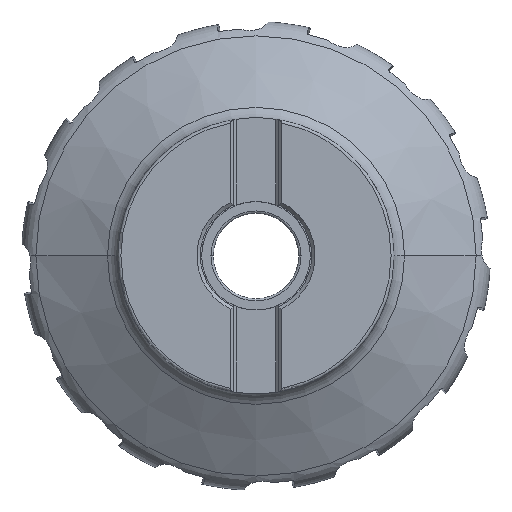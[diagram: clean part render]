
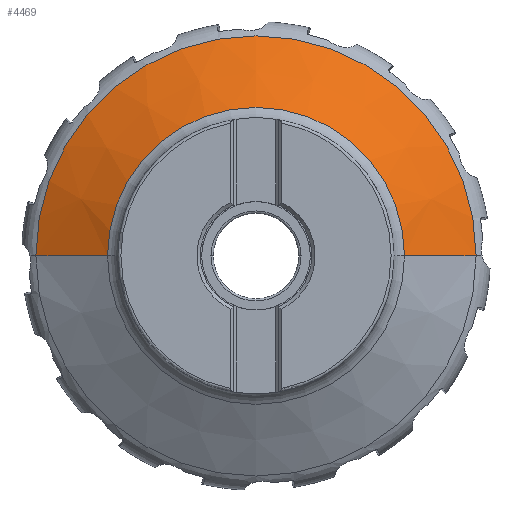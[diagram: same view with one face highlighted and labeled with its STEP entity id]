
A CAD part, top view. The second image highlights one B-rep face of the part: STEP entity #4469.
In plain terms, the highlighted conical face has half-angle 60 degrees and reference radius 64.673 mm.
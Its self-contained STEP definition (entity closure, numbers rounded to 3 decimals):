
#4469=ADVANCED_FACE('',(#6838),#5259,.T.);
#5259=CONICAL_SURFACE('',#42345,64.673,60.);
#6838=FACE_OUTER_BOUND('',#9216,.T.);
#9216=EDGE_LOOP('',(#24769,#24770,#24771,#24772));
#11316=LINE('',#138962,#13096);
#11317=LINE('',#138963,#13097);
#13096=VECTOR('',#50036,1.);
#13097=VECTOR('',#50037,1.);
#24769=ORIENTED_EDGE('',*,*,#36091,.T.);
#24770=ORIENTED_EDGE('',*,*,#36092,.F.);
#24771=ORIENTED_EDGE('',*,*,#32707,.T.);
#24772=ORIENTED_EDGE('',*,*,#36093,.T.);
#28737=VERTEX_POINT('',#65257);
#28738=VERTEX_POINT('',#65259);
#30735=VERTEX_POINT('',#138955);
#30736=VERTEX_POINT('',#138957);
#32707=EDGE_CURVE('',#28738,#28737,#37867,.T.);
#36091=EDGE_CURVE('',#30735,#30736,#38456,.T.);
#36092=EDGE_CURVE('',#28738,#30736,#11316,.T.);
#36093=EDGE_CURVE('',#28737,#30735,#11317,.T.);
#37867=CIRCLE('',#40443,77.239);
#38456=CIRCLE('',#42343,52.107);
#40443=AXIS2_PLACEMENT_3D('',#65258,#44843,#44844);
#42343=AXIS2_PLACEMENT_3D('',#138960,#50032,#50033);
#42345=AXIS2_PLACEMENT_3D('',#138964,#50038,#50039);
#44843=DIRECTION('',(0.,0.,1.));
#44844=DIRECTION('',(1.,0.,0.));
#50032=DIRECTION('',(0.,0.,-1.));
#50033=DIRECTION('',(-1.,0.,0.));
#50036=DIRECTION('',(-0.866,0.,0.5));
#50037=DIRECTION('',(0.866,0.,0.5));
#50038=DIRECTION('',(0.,0.,-1.));
#50039=DIRECTION('',(1.,0.,0.));
#65257=CARTESIAN_POINT('',(-77.239,0.,-38.615));
#65258=CARTESIAN_POINT('',(0.,0.,-38.615));
#65259=CARTESIAN_POINT('',(77.239,0.,-38.615));
#138955=CARTESIAN_POINT('',(-52.107,0.,-24.104));
#138957=CARTESIAN_POINT('',(52.107,0.,-24.104));
#138960=CARTESIAN_POINT('',(0.,0.,-24.104));
#138962=CARTESIAN_POINT('',(77.239,0.,-38.615));
#138963=CARTESIAN_POINT('',(-77.239,0.,-38.615));
#138964=CARTESIAN_POINT('',(0.,0.,-31.359));
